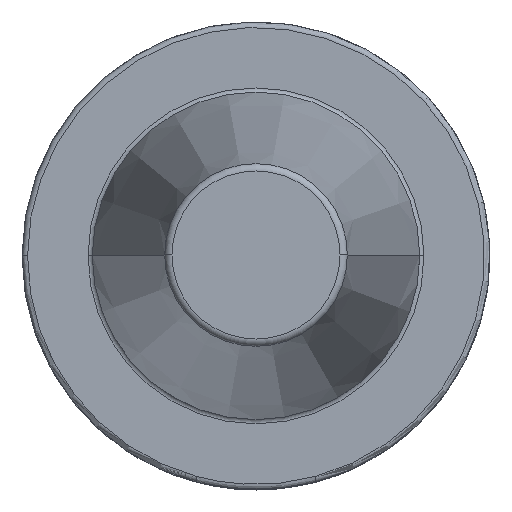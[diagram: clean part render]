
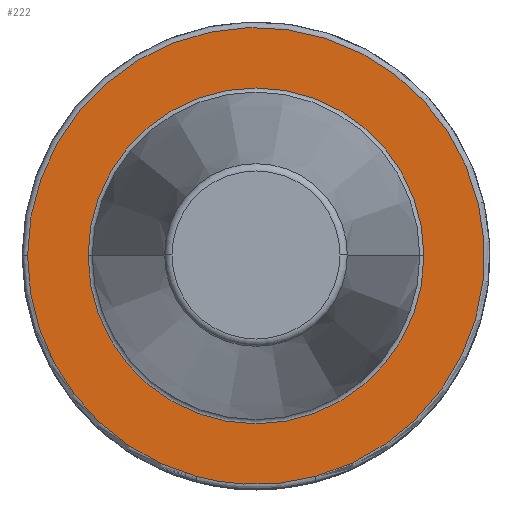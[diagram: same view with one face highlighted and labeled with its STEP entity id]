
A CAD part, top view. The second image highlights one B-rep face of the part: STEP entity #222.
In plain terms, the highlighted planar face has unit normal (0, 0, 1).
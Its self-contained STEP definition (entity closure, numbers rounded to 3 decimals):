
#45=(
BOUNDED_CURVE()
B_SPLINE_CURVE(3,(#1575,#1576,#1577,#1578),.UNSPECIFIED.,.F.,.F.)
B_SPLINE_CURVE_WITH_KNOTS((4,4),(0.,1.),.UNSPECIFIED.)
CURVE()
GEOMETRIC_REPRESENTATION_ITEM()
RATIONAL_B_SPLINE_CURVE((1.,0.977,0.977,1.))
REPRESENTATION_ITEM('')
);
#222=ADVANCED_FACE('',(#261,#262),#248,.F.);
#248=PLANE('',#952);
#261=FACE_BOUND('',#304,.T.);
#262=FACE_BOUND('',#305,.T.);
#304=EDGE_LOOP('',(#470,#471,#472));
#305=EDGE_LOOP('',(#473,#474));
#470=ORIENTED_EDGE('',*,*,#716,.F.);
#471=ORIENTED_EDGE('',*,*,#726,.F.);
#472=ORIENTED_EDGE('',*,*,#719,.F.);
#473=ORIENTED_EDGE('',*,*,#656,.T.);
#474=ORIENTED_EDGE('',*,*,#658,.T.);
#579=VERTEX_POINT('',#1360);
#581=VERTEX_POINT('',#1374);
#583=VERTEX_POINT('',#1378);
#620=VERTEX_POINT('',#1534);
#621=VERTEX_POINT('',#1535);
#656=EDGE_CURVE('',#581,#583,#763,.T.);
#658=EDGE_CURVE('',#583,#581,#765,.T.);
#716=EDGE_CURVE('',#620,#621,#804,.T.);
#719=EDGE_CURVE('',#621,#579,#806,.T.);
#726=EDGE_CURVE('',#579,#620,#45,.T.);
#763=CIRCLE('',#879,22.79);
#765=CIRCLE('',#882,22.79);
#804=CIRCLE('',#939,31.);
#806=CIRCLE('',#942,31.);
#879=AXIS2_PLACEMENT_3D('',#1379,#1039,#1040);
#882=AXIS2_PLACEMENT_3D('',#1382,#1045,#1046);
#939=AXIS2_PLACEMENT_3D('',#1533,#1171,#1172);
#942=AXIS2_PLACEMENT_3D('',#1544,#1177,#1178);
#952=AXIS2_PLACEMENT_3D('',#1579,#1197,#1198);
#1039=DIRECTION('',(0.,0.,-1.));
#1040=DIRECTION('',(-1.,0.,0.));
#1045=DIRECTION('',(0.,0.,-1.));
#1046=DIRECTION('',(-1.,0.,0.));
#1171=DIRECTION('',(0.,0.,-1.));
#1172=DIRECTION('',(-1.,0.,0.));
#1177=DIRECTION('',(0.,0.,-1.));
#1178=DIRECTION('',(-1.,0.,0.));
#1197=DIRECTION('',(0.,0.,-1.));
#1198=DIRECTION('',(1.,0.,0.));
#1360=CARTESIAN_POINT('',(8.095,-29.924,-3.2));
#1374=CARTESIAN_POINT('',(-22.79,0.,-3.2));
#1378=CARTESIAN_POINT('',(22.79,0.,-3.2));
#1379=CARTESIAN_POINT('',(0.,0.,-3.2));
#1382=CARTESIAN_POINT('',(0.,0.,-3.2));
#1533=CARTESIAN_POINT('',(0.,0.,-3.2));
#1534=CARTESIAN_POINT('',(-8.095,-29.924,-3.2));
#1535=CARTESIAN_POINT('',(-31.,0.,-3.2));
#1544=CARTESIAN_POINT('',(0.,0.,-3.2));
#1575=CARTESIAN_POINT('',(8.095,-29.924,-3.2));
#1576=CARTESIAN_POINT('',(2.762,-31.367,-3.2));
#1577=CARTESIAN_POINT('',(-2.762,-31.367,-3.2));
#1578=CARTESIAN_POINT('',(-8.095,-29.924,-3.2));
#1579=CARTESIAN_POINT('',(0.,22.79,-3.2));
